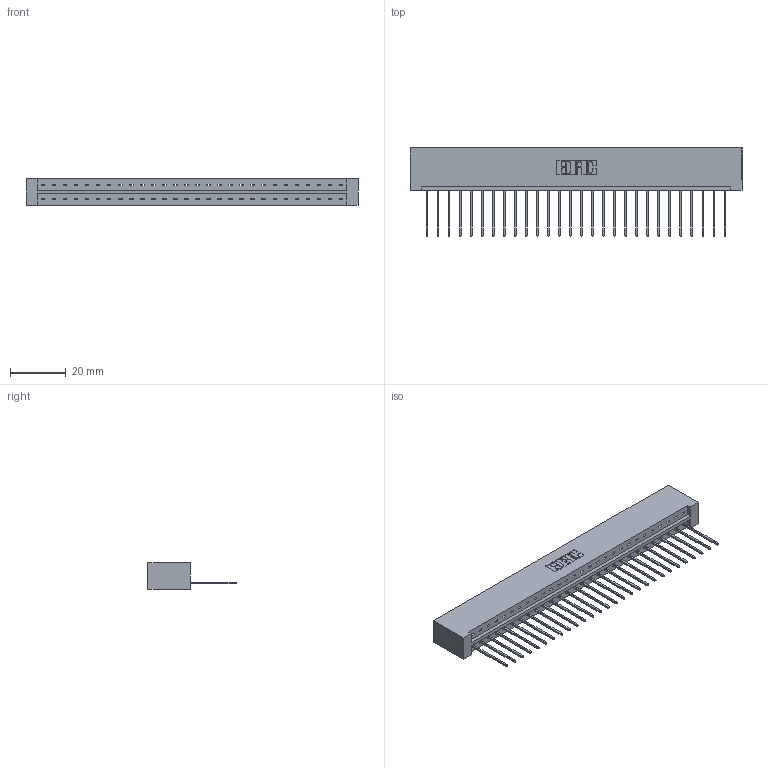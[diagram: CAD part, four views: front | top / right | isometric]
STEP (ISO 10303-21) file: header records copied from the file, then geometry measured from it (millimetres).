
FILE_DESCRIPTION (( 'STEP AP203' ), '1' );
FILE_NAME ('333-028-542-101.STEP', '2018-08-02T15:19:16', ( '' ), ( '' ), 'SwSTEP 2.0', 'SolidWorks 2016', '' );
FILE_SCHEMA (( 'CONFIG_CONTROL_DESIGN' ));
Length unit declared in the file: inch
Products named in the file (3): 333 Part_Lugless; 345-292-001_345-293-142; 333-028-542-101
Assembly tree (29 placements, depth 2):
  333-028-542-101
    333 Part_Lugless
    345-292-001_345-293-142  x28
Bounding box: 119.2 x 31.63 x 9.4 mm (x, y, z)
Volume: 12549.7 mm3; surface area: 13853.7 mm2
Topology: 29 solids, 29 shells, 1730 faces, 5215 edges, 3438 vertices
Faces by surface type: plane 1242, cylinder 488
Entity records: 18669 total; most frequent: CARTESIAN_POINT 3230, ORIENTED_EDGE 3194, DIRECTION 2745, EDGE_CURVE 1597, VECTOR 1477, LINE 1477, VERTEX_POINT 1062, AXIS2_PLACEMENT_3D 634
